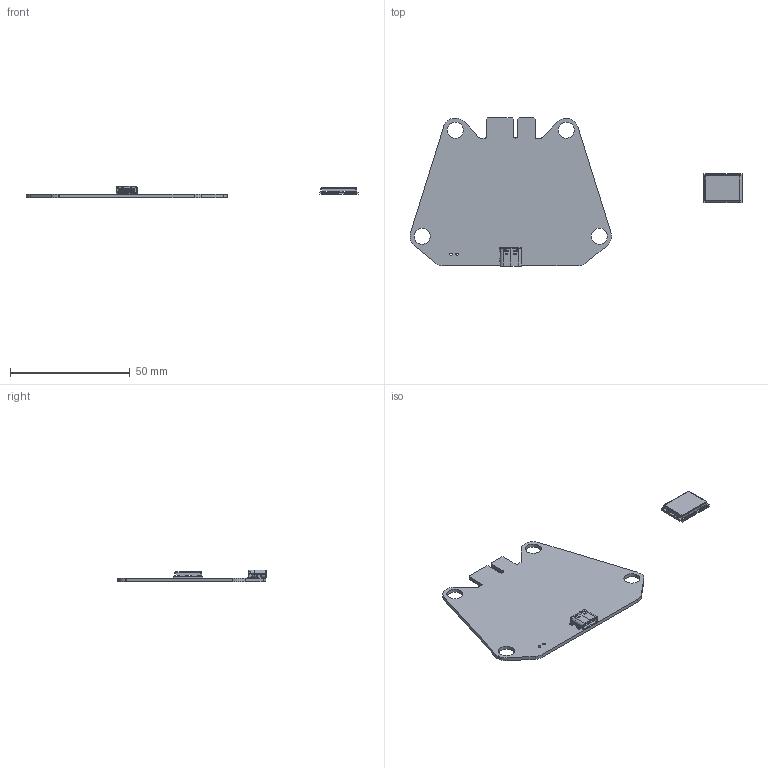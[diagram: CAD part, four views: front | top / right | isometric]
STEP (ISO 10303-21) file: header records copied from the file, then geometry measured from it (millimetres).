
FILE_DESCRIPTION(('KiCad electronic assembly'),'2;1');
FILE_NAME('board.step','2025-02-03T02:58:15',('Pcbnew'),('Kicad'), 'Open CASCADE STEP processor 7.6','KiCad to STEP converter','Unknown' );
FILE_SCHEMA(('AUTOMOTIVE_DESIGN { 1 0 10303 214 1 1 1 1 }'));
Length unit declared in the file: millimetre
Products named in the file (5): board 1; USB_C_Receptacle_GCT_USB4105-xx-A_16P_TopMnt_Horizontal; NEO-M9N-00B; NEO-M9N_NEO-M9N; gps_PCB
Assembly tree (4 placements, depth 3):
  board 1
    USB_C_Receptacle_GCT_USB4105-xx-A_16P_TopMnt_Horizontal
    NEO-M9N-00B
      NEO-M9N_NEO-M9N
    gps_PCB
Bounding box: 138.54 x 61.86 x 4.91 mm (x, y, z)
Volume: 6427.7 mm3; surface area: 10219.1 mm2
Topology: 63 solids, 63 shells, 1160 faces, 2868 edges, 1824 vertices
Faces by surface type: plane 905, cylinder 247, cone 8
Full cylindrical faces by diameter (mm): 0.5 x2, 0.6 x2, 1 x2, 6.7 x4
Entity records: 33875 total; most frequent: CARTESIAN_POINT 5961, ORIENTED_EDGE 5736, DIRECTION 5686, EDGE_CURVE 2868, LINE 2356, VECTOR 2356, VERTEX_POINT 1824, AXIS2_PLACEMENT_3D 1665
